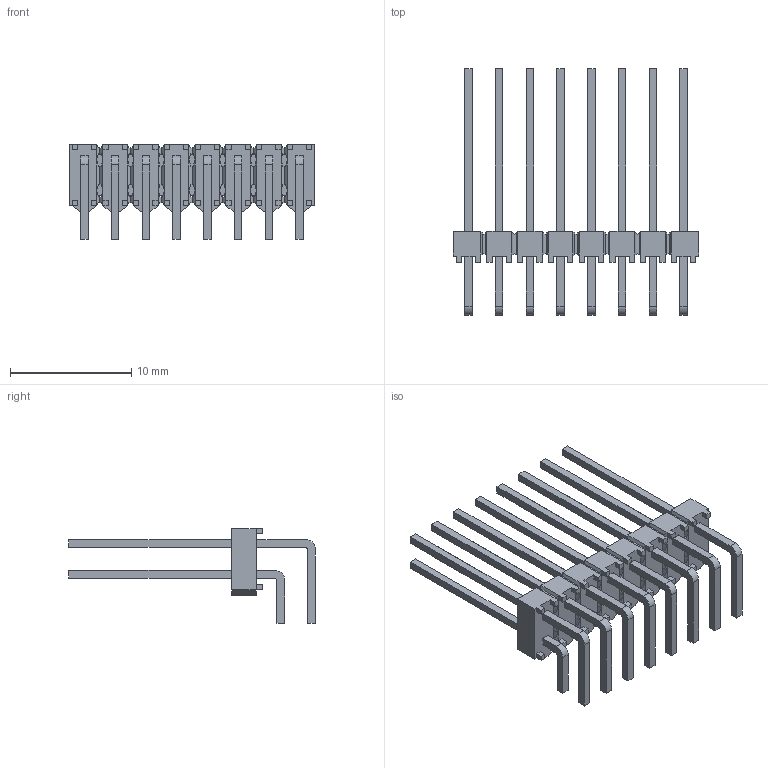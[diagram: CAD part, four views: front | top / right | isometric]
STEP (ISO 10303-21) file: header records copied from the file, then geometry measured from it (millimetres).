
FILE_DESCRIPTION(('FreeCAD Model'),'2;1');
FILE_NAME('Open CASCADE Shape Model','2025-02-16T10:59:41',(''),(''), 'Open CASCADE STEP processor 7.8','FreeCAD','Unknown');
FILE_SCHEMA(('AUTOMOTIVE_DESIGN { 1 0 10303 214 1 1 1 1 }'));
Length unit declared in the file: millimetre
Products named in the file (3): MTSW-108-10-L-D-530-RA; MTSW-108-10-L-D-530-RA_body; MTSW-108-10-D-530-RA
Assembly tree (2 placements, depth 2):
  MTSW-108-10-L-D-530-RA
    MTSW-108-10-L-D-530-RA_body
    MTSW-108-10-D-530-RA
Bounding box: 20.32 x 20.38 x 7.85 mm (x, y, z)
Volume: 360.5 mm3; surface area: 1584.3 mm2
Topology: 2 solids, 2 shells, 700 faces, 1846 edges, 1156 vertices
Faces by surface type: plane 668, cylinder 32
Entity records: 21108 total; most frequent: CARTESIAN_POINT 3705, ORIENTED_EDGE 3692, DIRECTION 3316, EDGE_CURVE 1846, LINE 1782, VECTOR 1782, VERTEX_POINT 1156, AXIS2_PLACEMENT_3D 767
